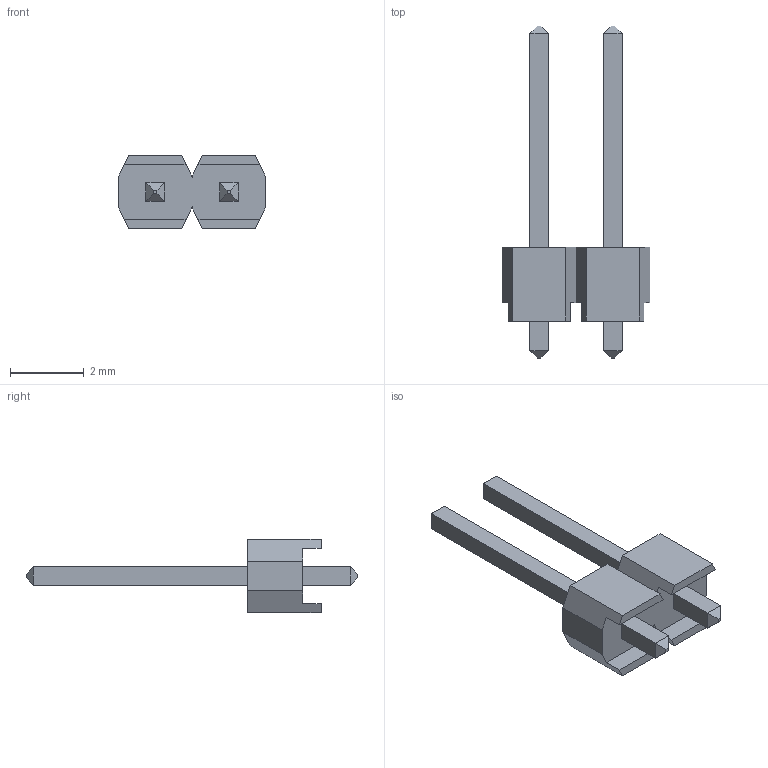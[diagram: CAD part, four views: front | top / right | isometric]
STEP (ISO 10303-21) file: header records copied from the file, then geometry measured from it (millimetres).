
FILE_DESCRIPTION(/* description */ ('STEP AP203'),/* implementation_level */ '2;1');
FILE_NAME(/* name */ 'BF020-02-A-B-0600-0100-N-G',/* time_stamp */ '2025-01-08T12:21:42+01:00',/* author */ ('License CC BY-ND 4.0'),/* organization */ ('CADENAS'),/* preprocessor_version */ 'ST-DEVELOPER v19.3',/* originating_system */ 'PARTsolutions',/* authorisation */ ' ');
FILE_SCHEMA (('CONFIG_CONTROL_DESIGN'));
Length unit declared in the file: millimetre
Products named in the file (3): BF020-02-A-B-0600-0100-N-G; BF020-02-A-B-0600-0100-N-G_H; BF020-02-A-B-0600-0100-N-G_P
Assembly tree (3 placements, depth 2):
  BF020-02-A-B-0600-0100-N-G
    BF020-02-A-B-0600-0100-N-G_H
    BF020-02-A-B-0600-0100-N-G_P  x2
Bounding box: 4 x 9 x 2 mm (x, y, z)
Volume: 15.4 mm3; surface area: 81.8 mm2
Topology: 3 solids, 3 shells, 60 faces, 146 edges, 92 vertices
Faces by surface type: plane 60
Entity records: 1450 total; most frequent: CARTESIAN_POINT 244, ORIENTED_EDGE 236, DIRECTION 218, EDGE_CURVE 118, LINE 118, VECTOR 118, VERTEX_POINT 76, EDGE_LOOP 50
